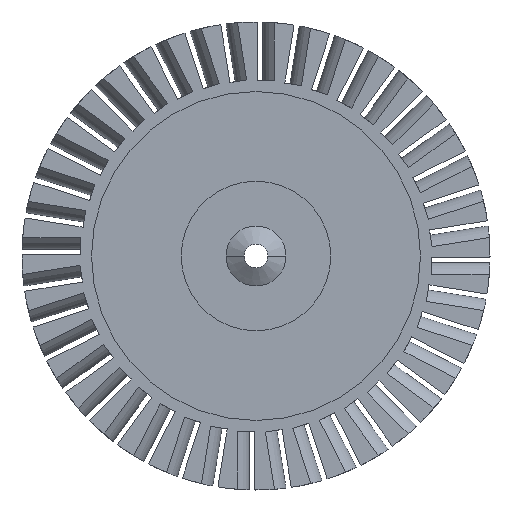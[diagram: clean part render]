
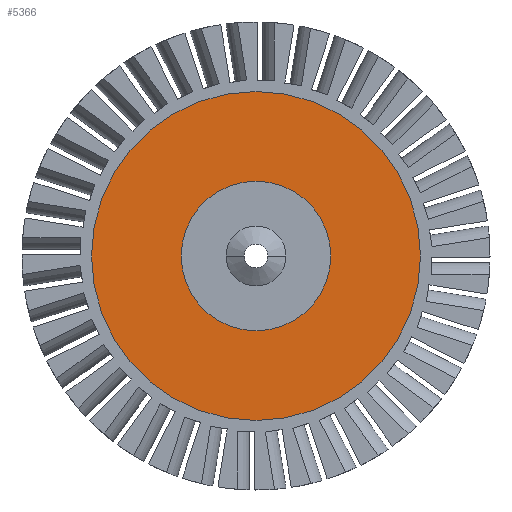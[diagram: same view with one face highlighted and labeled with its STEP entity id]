
A CAD part, front view. The second image highlights one B-rep face of the part: STEP entity #5366.
In plain terms, the highlighted planar face has unit normal (0, -1, 0).
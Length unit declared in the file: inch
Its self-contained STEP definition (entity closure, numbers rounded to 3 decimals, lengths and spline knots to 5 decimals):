
#454 = CIRCLE ( 'NONE', #13313, 1.25 ) ;
#783 = ORIENTED_EDGE ( 'NONE', *, *, #8472, .F. ) ;
#789 = CARTESIAN_POINT ( 'NONE',  ( 0., -0.2125, 0. ) ) ;
#826 = CIRCLE ( 'NONE', #10017, 2.75 ) ;
#1267 = VERTEX_POINT ( 'NONE', #9389 ) ;
#1576 = AXIS2_PLACEMENT_3D ( 'NONE', #12525, #9308, #14254 ) ;
#2157 = FACE_OUTER_BOUND ( 'NONE', #7612, .T. ) ;
#2504 = CARTESIAN_POINT ( 'NONE',  ( 1.25, -0.2125, 0. ) ) ;
#2573 = CARTESIAN_POINT ( 'NONE',  ( 0., -0.2125, 0. ) ) ;
#3113 = EDGE_CURVE ( 'NONE', #1267, #19015, #826, .T. ) ;
#3303 = DIRECTION ( 'NONE',  ( 1., 0., 0. ) ) ;
#4233 = FACE_BOUND ( 'NONE', #11981, .T. ) ;
#5184 = DIRECTION ( 'NONE',  ( 0., -1., 0. ) ) ;
#5366 = ADVANCED_FACE ( 'NONE', ( #4233, #2157 ), #16209, .F. ) ;
#7612 = EDGE_LOOP ( 'NONE', ( #18234, #18236 ) ) ;
#7801 = DIRECTION ( 'NONE',  ( 0., -1., 0. ) ) ;
#8145 = DIRECTION ( 'NONE',  ( 1., 0., 0. ) ) ;
#8156 = CARTESIAN_POINT ( 'NONE',  ( 0., -0.2125, 0. ) ) ;
#8472 = EDGE_CURVE ( 'NONE', #12968, #15159, #454, .T. ) ;
#9308 = DIRECTION ( 'NONE',  ( 0., 1., 0. ) ) ;
#9389 = CARTESIAN_POINT ( 'NONE',  ( 2.75, -0.2125, 0. ) ) ;
#10017 = AXIS2_PLACEMENT_3D ( 'NONE', #8156, #15191, #3303 ) ;
#10524 = EDGE_CURVE ( 'NONE', #15159, #12968, #12774, .T. ) ;
#10877 = DIRECTION ( 'NONE',  ( 1., 0., 0. ) ) ;
#11359 = CIRCLE ( 'NONE', #13561, 2.75 ) ;
#11661 = AXIS2_PLACEMENT_3D ( 'NONE', #2573, #14787, #10877 ) ;
#11981 = EDGE_LOOP ( 'NONE', ( #16040, #783 ) ) ;
#12525 = CARTESIAN_POINT ( 'NONE',  ( 0., -0.2125, 0. ) ) ;
#12774 = CIRCLE ( 'NONE', #11661, 1.25 ) ;
#12968 = VERTEX_POINT ( 'NONE', #18328 ) ;
#13313 = AXIS2_PLACEMENT_3D ( 'NONE', #21182, #5184, #16133 ) ;
#13561 = AXIS2_PLACEMENT_3D ( 'NONE', #789, #7801, #8145 ) ;
#13801 = EDGE_CURVE ( 'NONE', #19015, #1267, #11359, .T. ) ;
#14254 = DIRECTION ( 'NONE',  ( -1., 0., 0. ) ) ;
#14787 = DIRECTION ( 'NONE',  ( 0., -1., 0. ) ) ;
#15159 = VERTEX_POINT ( 'NONE', #2504 ) ;
#15191 = DIRECTION ( 'NONE',  ( 0., -1., 0. ) ) ;
#16040 = ORIENTED_EDGE ( 'NONE', *, *, #10524, .F. ) ;
#16133 = DIRECTION ( 'NONE',  ( 1., 0., 0. ) ) ;
#16209 = PLANE ( 'NONE',  #1576 ) ;
#18234 = ORIENTED_EDGE ( 'NONE', *, *, #3113, .T. ) ;
#18236 = ORIENTED_EDGE ( 'NONE', *, *, #13801, .T. ) ;
#18328 = CARTESIAN_POINT ( 'NONE',  ( -1.25, -0.2125, 0. ) ) ;
#19015 = VERTEX_POINT ( 'NONE', #21964 ) ;
#21182 = CARTESIAN_POINT ( 'NONE',  ( 0., -0.2125, 0. ) ) ;
#21964 = CARTESIAN_POINT ( 'NONE',  ( -2.75, -0.2125, 0. ) ) ;
